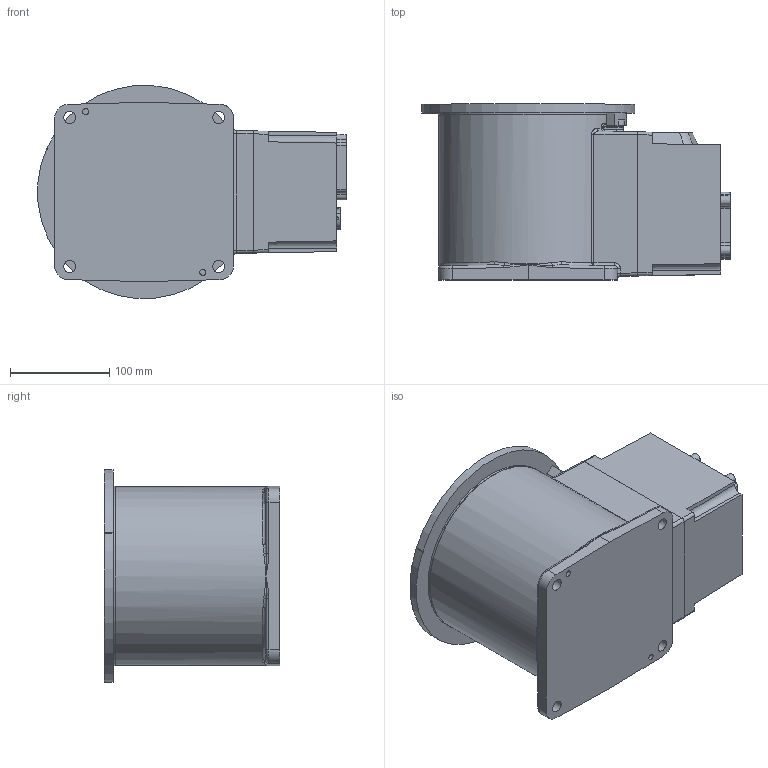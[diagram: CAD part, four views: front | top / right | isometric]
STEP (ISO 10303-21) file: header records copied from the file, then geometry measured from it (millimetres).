
FILE_DESCRIPTION(/* description */ (''),/* implementation_level */ '2;1');
FILE_NAME(/* name */ 'base_link.step',/* time_stamp */ '2024-01-03T15:53:10+05:30',/* author */ (''),/* organization */ (''),/* preprocessor_version */ 'ST-DEVELOPER v20',/* originating_system */ 'Autodesk Translation Framework v12.14.0.127',/* authorisation */ '');
FILE_SCHEMA (('AUTOMOTIVE_DESIGN { 1 0 10303 214 3 1 1 }'));
Length unit declared in the file: millimetre
Products named in the file (1): base_link
Bounding box: 310.87 x 177 x 214.47 mm (x, y, z)
Volume: 6497068.3 mm3; surface area: 264038.8 mm2
Topology: 1 solids, 1 shells, 471 faces, 1210 edges, 769 vertices
Faces by surface type: plane 206, cylinder 135, cone 78, bspline 50, sphere 2
Full cylindrical faces by diameter (mm): 4.2 x4, 6 x2, 8 x1, 8.556 x4, 12 x4, 13.46 x1, 16.64 x1, 18.96 x1, 22 x4, 22.14 x1, 55 x1, 180 x1, 181 x1
Entity records: 20273 total; most frequent: CARTESIAN_POINT 9117, ORIENTED_EDGE 2404, DIRECTION 2234, EDGE_CURVE 1202, AXIS2_PLACEMENT_3D 820, VERTEX_POINT 769, LINE 594, VECTOR 594
